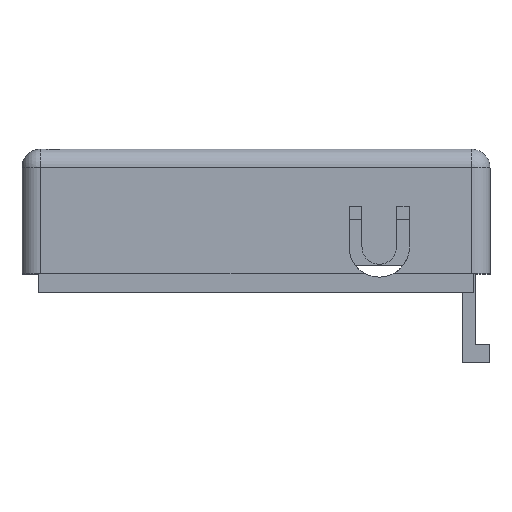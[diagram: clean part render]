
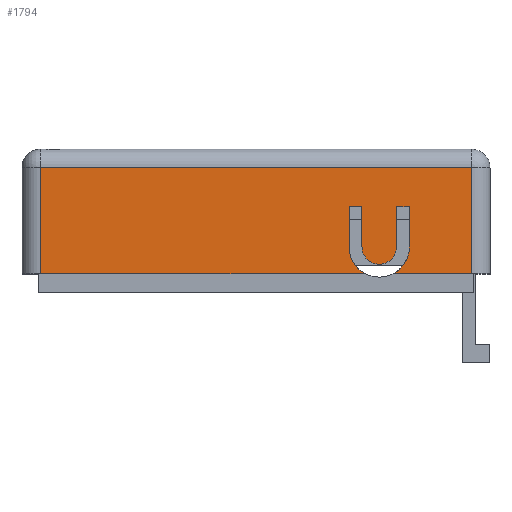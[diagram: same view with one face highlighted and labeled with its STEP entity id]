
A CAD part, top view. The second image highlights one B-rep face of the part: STEP entity #1794.
In plain terms, the highlighted planar face has unit normal (0, 0, 1).
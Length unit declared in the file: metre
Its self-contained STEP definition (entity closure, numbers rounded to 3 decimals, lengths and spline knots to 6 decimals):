
#58=CIRCLE('',#1919,0.001637);
#59=CIRCLE('',#1920,0.000937);
#60=CIRCLE('',#1921,0.001637);
#303=ORIENTED_EDGE('',*,*,#675,.T.);
#304=ORIENTED_EDGE('',*,*,#785,.T.);
#305=ORIENTED_EDGE('',*,*,#786,.T.);
#306=ORIENTED_EDGE('',*,*,#787,.T.);
#307=ORIENTED_EDGE('',*,*,#711,.T.);
#308=ORIENTED_EDGE('',*,*,#788,.F.);
#309=ORIENTED_EDGE('',*,*,#789,.T.);
#310=ORIENTED_EDGE('',*,*,#790,.F.);
#311=ORIENTED_EDGE('',*,*,#791,.F.);
#312=ORIENTED_EDGE('',*,*,#792,.T.);
#313=ORIENTED_EDGE('',*,*,#793,.T.);
#314=ORIENTED_EDGE('',*,*,#794,.F.);
#315=ORIENTED_EDGE('',*,*,#795,.F.);
#316=ORIENTED_EDGE('',*,*,#796,.F.);
#675=EDGE_CURVE('',#942,#941,#1112,.T.);
#711=EDGE_CURVE('',#973,#974,#1145,.T.);
#785=EDGE_CURVE('',#941,#1021,#1207,.T.);
#786=EDGE_CURVE('',#1021,#1022,#1208,.F.);
#787=EDGE_CURVE('',#1022,#973,#1209,.F.);
#788=EDGE_CURVE('',#1023,#974,#58,.T.);
#789=EDGE_CURVE('',#1023,#1024,#1210,.T.);
#790=EDGE_CURVE('',#1025,#1024,#1211,.T.);
#791=EDGE_CURVE('',#1026,#1025,#1212,.T.);
#792=EDGE_CURVE('',#1026,#1027,#59,.T.);
#793=EDGE_CURVE('',#1027,#1028,#1213,.T.);
#794=EDGE_CURVE('',#1029,#1028,#1214,.T.);
#795=EDGE_CURVE('',#1030,#1029,#1215,.T.);
#796=EDGE_CURVE('',#942,#1030,#60,.T.);
#941=VERTEX_POINT('',#2617);
#942=VERTEX_POINT('',#2619);
#973=VERTEX_POINT('',#2690);
#974=VERTEX_POINT('',#2691);
#1021=VERTEX_POINT('',#2830);
#1022=VERTEX_POINT('',#2832);
#1023=VERTEX_POINT('',#2835);
#1024=VERTEX_POINT('',#2837);
#1025=VERTEX_POINT('',#2839);
#1026=VERTEX_POINT('',#2841);
#1027=VERTEX_POINT('',#2843);
#1028=VERTEX_POINT('',#2845);
#1029=VERTEX_POINT('',#2847);
#1030=VERTEX_POINT('',#2849);
#1112=LINE('',#2618,#1330);
#1145=LINE('',#2689,#1363);
#1207=LINE('',#2829,#1425);
#1208=LINE('',#2831,#1426);
#1209=LINE('',#2833,#1427);
#1210=LINE('',#2836,#1428);
#1211=LINE('',#2838,#1429);
#1212=LINE('',#2840,#1430);
#1213=LINE('',#2844,#1431);
#1214=LINE('',#2846,#1432);
#1215=LINE('',#2848,#1433);
#1330=VECTOR('',#2082,1.);
#1363=VECTOR('',#2129,1.);
#1425=VECTOR('',#2251,1.);
#1426=VECTOR('',#2252,1.);
#1427=VECTOR('',#2253,1.);
#1428=VECTOR('',#2256,1.);
#1429=VECTOR('',#2257,1.);
#1430=VECTOR('',#2258,1.);
#1431=VECTOR('',#2261,1.);
#1432=VECTOR('',#2262,1.);
#1433=VECTOR('',#2263,1.);
#1526=EDGE_LOOP('',(#303,#304,#305,#306,#307,#308,#309,#310,#311,#312,#313,
#314,#315,#316));
#1626=FACE_BOUND('',#1526,.T.);
#1725=PLANE('',#1918);
#1794=ADVANCED_FACE('',(#1626),#1725,.T.);
#1918=AXIS2_PLACEMENT_3D('',#2828,#2249,#2250);
#1919=AXIS2_PLACEMENT_3D('',#2834,#2254,#2255);
#1920=AXIS2_PLACEMENT_3D('',#2842,#2259,#2260);
#1921=AXIS2_PLACEMENT_3D('',#2850,#2264,#2265);
#2082=DIRECTION('',(1.,0.,0.));
#2129=DIRECTION('',(1.,0.,0.));
#2249=DIRECTION('',(0.,0.,1.));
#2250=DIRECTION('',(1.,0.,0.));
#2251=DIRECTION('',(0.,1.,0.));
#2252=DIRECTION('',(1.,0.,0.));
#2253=DIRECTION('',(0.,1.,0.));
#2254=DIRECTION('',(0.,0.,1.));
#2255=DIRECTION('',(1.,0.,0.));
#2256=DIRECTION('',(0.,1.,0.));
#2257=DIRECTION('',(-1.,0.,0.));
#2258=DIRECTION('',(0.,1.,0.));
#2259=DIRECTION('',(0.,0.,1.));
#2260=DIRECTION('',(1.,0.,0.));
#2261=DIRECTION('',(0.,1.,0.));
#2262=DIRECTION('',(-1.,0.,0.));
#2263=DIRECTION('',(0.,1.,0.));
#2264=DIRECTION('',(0.,0.,1.));
#2265=DIRECTION('',(1.,0.,0.));
#2617=CARTESIAN_POINT('',(-0.001,-0.00675,0.));
#2618=CARTESIAN_POINT('',(-0.011825,-0.00675,0.));
#2619=CARTESIAN_POINT('',(-0.00525,-0.00675,0.));
#2689=CARTESIAN_POINT('',(-0.011825,-0.00675,0.));
#2690=CARTESIAN_POINT('',(-0.02435,-0.00675,0.));
#2691=CARTESIAN_POINT('',(-0.00675,-0.00675,0.));
#2828=CARTESIAN_POINT('',(-0.011825,-0.001,0.));
#2829=CARTESIAN_POINT('',(-0.001,-0.001,0.));
#2830=CARTESIAN_POINT('',(-0.001,-0.001,0.));
#2831=CARTESIAN_POINT('',(-0.02535,-0.001,0.));
#2832=CARTESIAN_POINT('',(-0.02435,-0.001,0.));
#2833=CARTESIAN_POINT('',(-0.02435,-0.00675,0.));
#2834=CARTESIAN_POINT('',(-0.006,-0.005295,0.));
#2835=CARTESIAN_POINT('',(-0.007637,-0.005295,0.));
#2836=CARTESIAN_POINT('',(-0.007637,-0.001,0.));
#2837=CARTESIAN_POINT('',(-0.007637,-0.003109,0.));
#2838=CARTESIAN_POINT('',(-0.011825,-0.003109,0.));
#2839=CARTESIAN_POINT('',(-0.006937,-0.003109,0.));
#2840=CARTESIAN_POINT('',(-0.006937,-0.001,0.));
#2841=CARTESIAN_POINT('',(-0.006937,-0.005295,0.));
#2842=CARTESIAN_POINT('',(-0.006,-0.005295,0.));
#2843=CARTESIAN_POINT('',(-0.005063,-0.005295,0.));
#2844=CARTESIAN_POINT('',(-0.005063,-0.001,0.));
#2845=CARTESIAN_POINT('',(-0.005063,-0.003109,0.));
#2846=CARTESIAN_POINT('',(-0.011825,-0.003109,0.));
#2847=CARTESIAN_POINT('',(-0.004363,-0.003109,0.));
#2848=CARTESIAN_POINT('',(-0.004363,-0.001,0.));
#2849=CARTESIAN_POINT('',(-0.004363,-0.005295,0.));
#2850=CARTESIAN_POINT('',(-0.006,-0.005295,0.));
